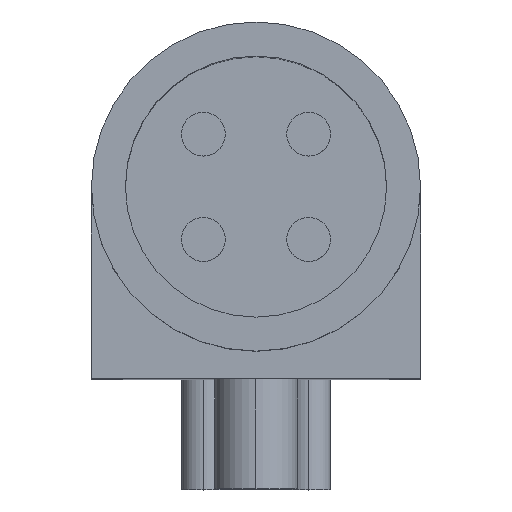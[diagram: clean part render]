
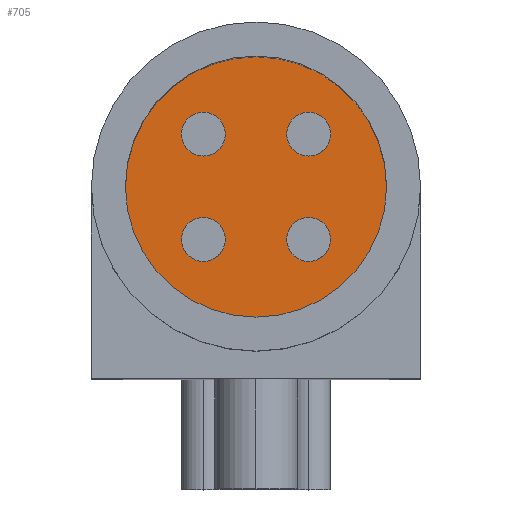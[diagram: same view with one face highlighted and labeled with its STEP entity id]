
A CAD part, top view. The second image highlights one B-rep face of the part: STEP entity #705.
In plain terms, the highlighted planar face has unit normal (0, 0, 1).
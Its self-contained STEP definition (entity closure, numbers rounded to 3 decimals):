
#705 = ADVANCED_FACE ( 'NONE', ( #7356 ), #11563, .T. ) ;
#1377 = CIRCLE ( 'NONE', #4306, 2.38 ) ;
#2850 = ORIENTED_EDGE ( 'NONE', *, *, #10045, .T. ) ;
#3204 = DIRECTION ( 'NONE',  ( 0., 0., 1. ) ) ;
#3700 = EDGE_CURVE ( 'NONE', #7242, #12040, #1377, .T. ) ;
#4306 = AXIS2_PLACEMENT_3D ( 'NONE', #5972, #6890, #10135 ) ;
#4456 = DIRECTION ( 'NONE',  ( 1., 0., 0. ) ) ;
#4608 = EDGE_LOOP ( 'NONE', ( #2850, #13725 ) ) ;
#5498 = DIRECTION ( 'NONE',  ( 0., 0., 1. ) ) ;
#5972 = CARTESIAN_POINT ( 'NONE',  ( 0., 0., 4.8 ) ) ;
#6697 = CARTESIAN_POINT ( 'NONE',  ( 0., 0., 4.8 ) ) ;
#6890 = DIRECTION ( 'NONE',  ( 0., 0., 1. ) ) ;
#7242 = VERTEX_POINT ( 'NONE', #11234 ) ;
#7356 = FACE_OUTER_BOUND ( 'NONE', #4608, .T. ) ;
#7733 = AXIS2_PLACEMENT_3D ( 'NONE', #6697, #5498, #4456 ) ;
#8311 = CARTESIAN_POINT ( 'NONE',  ( 2.38, 0., 4.8 ) ) ;
#8485 = DIRECTION ( 'NONE',  ( 1., 0., 0. ) ) ;
#9154 = AXIS2_PLACEMENT_3D ( 'NONE', #11632, #3204, #8485 ) ;
#10045 = EDGE_CURVE ( 'NONE', #12040, #7242, #13778, .T. ) ;
#10135 = DIRECTION ( 'NONE',  ( 1., 0., 0. ) ) ;
#11234 = CARTESIAN_POINT ( 'NONE',  ( -2.38, 0., 4.8 ) ) ;
#11563 = PLANE ( 'NONE',  #9154 ) ;
#11632 = CARTESIAN_POINT ( 'NONE',  ( 0., 0., 4.8 ) ) ;
#12040 = VERTEX_POINT ( 'NONE', #8311 ) ;
#13725 = ORIENTED_EDGE ( 'NONE', *, *, #3700, .T. ) ;
#13778 = CIRCLE ( 'NONE', #7733, 2.38 ) ;
